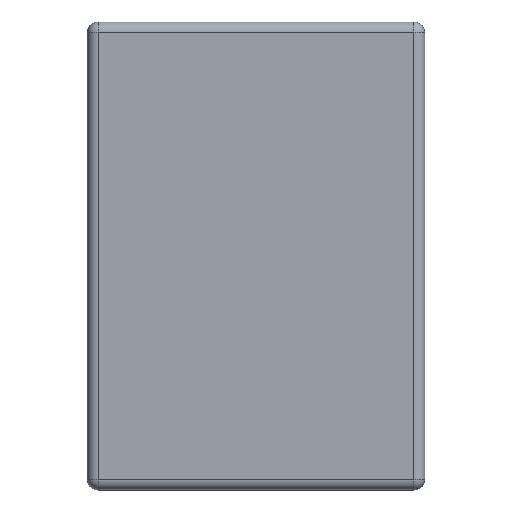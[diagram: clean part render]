
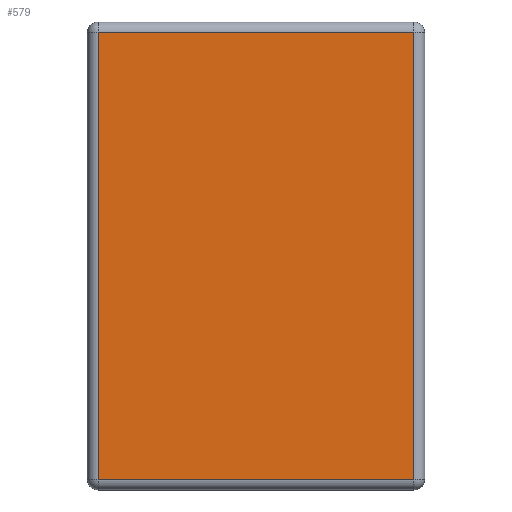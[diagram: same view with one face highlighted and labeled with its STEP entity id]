
A CAD part, front view. The second image highlights one B-rep face of the part: STEP entity #579.
In plain terms, the highlighted planar face has unit normal (0, -1, 0).
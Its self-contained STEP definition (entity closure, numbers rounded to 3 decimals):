
#82=LINE('',#1015,#112);
#86=LINE('',#1028,#116);
#88=LINE('',#1031,#118);
#90=LINE('',#1034,#120);
#112=VECTOR('',#821,10.);
#116=VECTOR('',#837,10.);
#118=VECTOR('',#841,10.);
#120=VECTOR('',#845,10.);
#133=PLANE('',#680);
#167=FACE_OUTER_BOUND('',#207,.T.);
#207=EDGE_LOOP('',(#504,#505,#506,#507));
#291=VERTEX_POINT('',#980);
#296=VERTEX_POINT('',#996);
#299=VERTEX_POINT('',#1006);
#302=VERTEX_POINT('',#1019);
#361=EDGE_CURVE('',#291,#299,#82,.T.);
#368=EDGE_CURVE('',#299,#302,#86,.T.);
#370=EDGE_CURVE('',#302,#296,#88,.T.);
#372=EDGE_CURVE('',#296,#291,#90,.T.);
#504=ORIENTED_EDGE('',*,*,#361,.F.);
#505=ORIENTED_EDGE('',*,*,#372,.F.);
#506=ORIENTED_EDGE('',*,*,#370,.F.);
#507=ORIENTED_EDGE('',*,*,#368,.F.);
#579=ADVANCED_FACE('',(#167),#133,.T.);
#680=AXIS2_PLACEMENT_3D('',#1046,#863,#864);
#821=DIRECTION('',(0.,0.,1.));
#837=DIRECTION('',(1.,0.,0.));
#841=DIRECTION('',(0.,0.,-1.));
#845=DIRECTION('',(-1.,0.,0.));
#863=DIRECTION('center_axis',(0.,-1.,0.));
#864=DIRECTION('ref_axis',(0.,0.,-1.));
#980=CARTESIAN_POINT('',(-14.5,-3.,-20.5));
#996=CARTESIAN_POINT('',(14.5,-3.,-20.5));
#1006=CARTESIAN_POINT('',(-14.5,-3.,20.5));
#1015=CARTESIAN_POINT('',(-14.5,-3.,-10.75));
#1019=CARTESIAN_POINT('',(14.5,-3.,20.5));
#1028=CARTESIAN_POINT('',(-7.75,-3.,20.5));
#1031=CARTESIAN_POINT('',(14.5,-3.,10.75));
#1034=CARTESIAN_POINT('',(7.75,-3.,-20.5));
#1046=CARTESIAN_POINT('Origin',(0.,-3.,0.));
